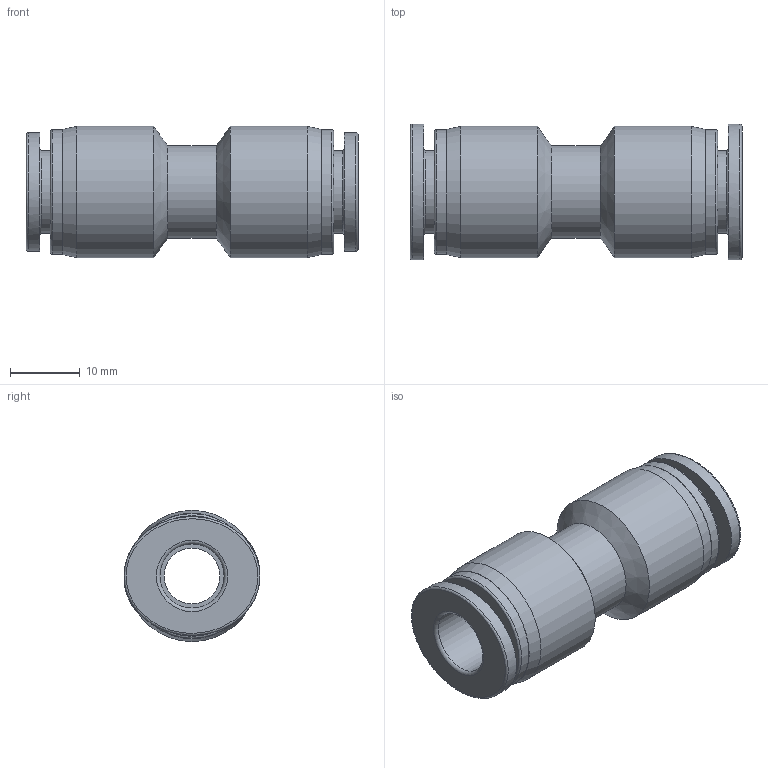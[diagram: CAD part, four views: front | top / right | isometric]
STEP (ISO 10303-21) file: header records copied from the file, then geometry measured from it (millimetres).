
FILE_DESCRIPTION(('FreeCAD Model'),'2;1');
FILE_NAME('Open CASCADE Shape Model','2025-05-11T22:42:34',('Author'),( ''),'Open CASCADE STEP processor 7.8','FreeCAD','Unknown');
FILE_SCHEMA(('AUTOMOTIVE_DESIGN { 1 0 10303 214 1 1 1 1 }'));
Length unit declared in the file: millimetre
Products named in the file (2): PU 09; PU 09-A
Assembly tree (1 placements, depth 2):
  PU 09
    PU 09-A
Bounding box: 47.6 x 19.5 x 18.8 mm (x, y, z)
Volume: 8142 mm3; surface area: 5031.7 mm2
Topology: 1 solids, 1 shells, 34 faces, 62 edges, 38 vertices
Faces by surface type: plane 10, cylinder 10, torus 6, cone 4, bspline 4
Full cylindrical faces by diameter (mm): 8 x1, 9.2 x2, 11.9 x2, 13.3 x1, 17.9 x2, 18.8 x2
Entity records: 4859 total; most frequent: CARTESIAN_POINT 3436, DIRECTION 225, ORIENTED_EDGE 124, PCURVE 124, DEFINITIONAL_REPRESENTATION 124, LINE 92, VECTOR 92, AXIS2_PLACEMENT_3D 62
